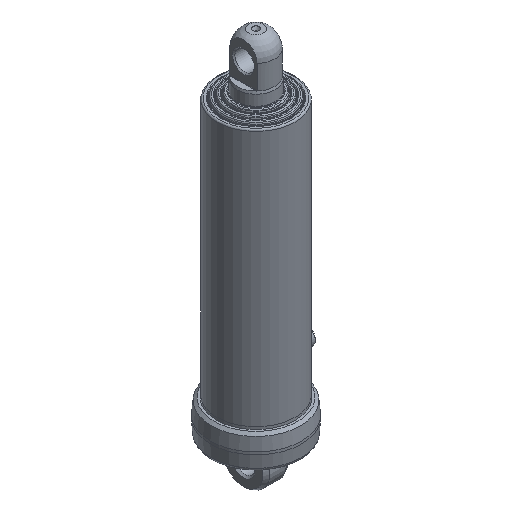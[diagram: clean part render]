
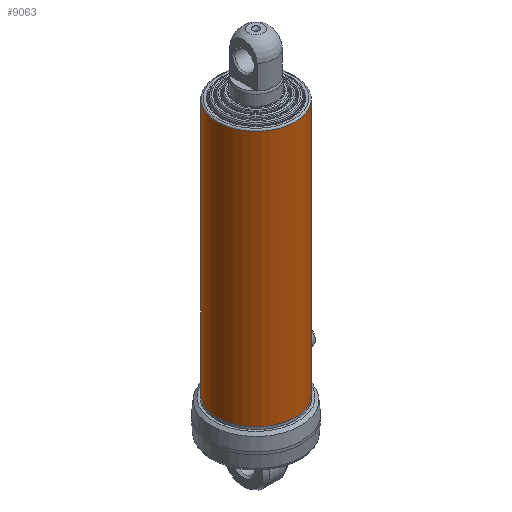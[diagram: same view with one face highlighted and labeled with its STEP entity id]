
A CAD part, isometric view. The second image highlights one B-rep face of the part: STEP entity #9063.
In plain terms, the highlighted cylindrical face has radius 62 mm (diameter 124 mm), a full revolution.
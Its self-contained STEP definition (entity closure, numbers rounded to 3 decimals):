
#1234=B_SPLINE_CURVE_WITH_KNOTS('',3,(#14616,#14617,#14618,#14619,#14620,
#14621,#14622,#14623,#14624,#14625,#14626,#14627,#14628,#14629,#14630,#14631,
#14632,#14633,#14634),.UNSPECIFIED.,.T.,.F.,(1,1,1,1,1,1,1,1,1,1,1,1,1,
1,1,1,1,1,1,1,1,1,1),(-0.009,-0.006,-0.003,
0.,0.003,0.006,0.009,0.012,
0.015,0.018,0.021,0.023,
0.026,0.029,0.032,0.035,
0.038,0.041,0.044,0.047,
0.05,0.053,0.056),.UNSPECIFIED.);
#1568=ORIENTED_EDGE('',*,*,#4005,.F.);
#1569=ORIENTED_EDGE('',*,*,#3980,.F.);
#1570=ORIENTED_EDGE('',*,*,#4006,.T.);
#3980=EDGE_CURVE('',#5205,#5205,#6123,.T.);
#4005=EDGE_CURVE('',#5230,#5230,#1234,.T.);
#4006=EDGE_CURVE('',#5231,#5231,#6147,.T.);
#5205=VERTEX_POINT('',#14521);
#5230=VERTEX_POINT('',#14635);
#5231=VERTEX_POINT('',#14637);
#6123=CIRCLE('',#9763,62.);
#6147=CIRCLE('',#9806,62.);
#7000=EDGE_LOOP('',(#1568));
#7001=EDGE_LOOP('',(#1569));
#7002=EDGE_LOOP('',(#1570));
#7933=FACE_BOUND('',#7000,.T.);
#7934=FACE_BOUND('',#7001,.T.);
#7935=FACE_BOUND('',#7002,.T.);
#8837=CYLINDRICAL_SURFACE('',#9805,62.);
#9063=ADVANCED_FACE('',(#7933,#7934,#7935),#8837,.T.);
#9763=AXIS2_PLACEMENT_3D('',#14520,#11250,#11251);
#9805=AXIS2_PLACEMENT_3D('',#14615,#11334,#11335);
#9806=AXIS2_PLACEMENT_3D('',#14636,#11336,#11337);
#11250=DIRECTION('',(0.,0.,-1.));
#11251=DIRECTION('',(-1.,0.,0.));
#11334=DIRECTION('',(0.,0.,-1.));
#11335=DIRECTION('',(-1.,0.,0.));
#11336=DIRECTION('',(0.,0.,-1.));
#11337=DIRECTION('',(-1.,0.,0.));
#14520=CARTESIAN_POINT('',(0.,0.,37.25));
#14521=CARTESIAN_POINT('',(-62.,0.,37.25));
#14615=CARTESIAN_POINT('',(0.,0.,54.));
#14616=CARTESIAN_POINT('',(61.595,7.104,77.041));
#14617=CARTESIAN_POINT('',(61.52,7.697,80.002));
#14618=CARTESIAN_POINT('',(61.594,7.107,82.949));
#14619=CARTESIAN_POINT('',(61.773,5.44,85.442));
#14620=CARTESIAN_POINT('',(61.951,2.949,87.107));
#14621=CARTESIAN_POINT('',(62.025,0.005,87.695));
#14622=CARTESIAN_POINT('',(61.951,-2.942,87.111));
#14623=CARTESIAN_POINT('',(61.773,-5.439,85.443));
#14624=CARTESIAN_POINT('',(61.594,-7.108,82.948));
#14625=CARTESIAN_POINT('',(61.52,-7.695,80.003));
#14626=CARTESIAN_POINT('',(61.594,-7.11,77.058));
#14627=CARTESIAN_POINT('',(61.772,-5.446,74.565));
#14628=CARTESIAN_POINT('',(61.95,-2.956,72.895));
#14629=CARTESIAN_POINT('',(62.025,-0.007,72.304));
#14630=CARTESIAN_POINT('',(61.951,2.943,72.889));
#14631=CARTESIAN_POINT('',(61.773,5.437,74.556));
#14632=CARTESIAN_POINT('',(61.595,7.104,77.041));
#14633=CARTESIAN_POINT('',(61.52,7.697,80.002));
#14634=CARTESIAN_POINT('',(61.594,7.107,82.949));
#14635=CARTESIAN_POINT('',(61.545,7.5,80.));
#14636=CARTESIAN_POINT('',(0.,0.,443.5));
#14637=CARTESIAN_POINT('',(-62.,0.,443.5));
